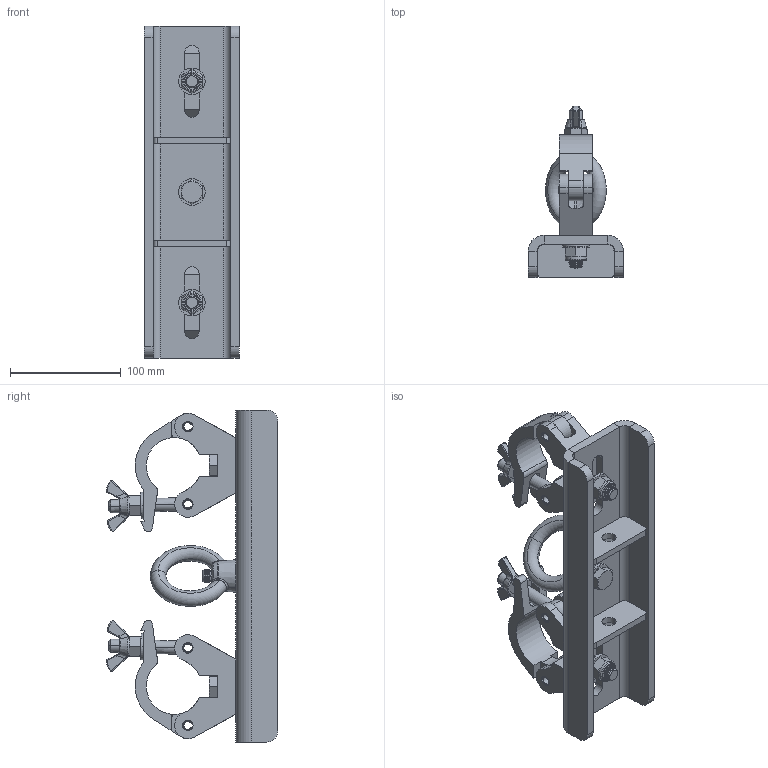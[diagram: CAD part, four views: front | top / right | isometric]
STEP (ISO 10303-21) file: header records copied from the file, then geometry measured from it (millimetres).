
FILE_DESCRIPTION (( 'STEP AP203' ), '1' );
FILE_NAME ('T55710.STEP', '2018-08-02T10:36:58', ( '' ), ( '' ), 'SwSTEP 2.0', 'SolidWorks 2016', '' );
FILE_SCHEMA (( 'CONFIG_CONTROL_DESIGN' ));
Length unit declared in the file: millimetre
Products named in the file (20): Hex Screw GradeC_Doughty Fastners_ISO 4018 - M12 x 45-WS; TH157_NO ENGRAVING; SW3dPS-nyloc nut, st stl a2 iso_M12 NYLOC; TH689; T57001_T57001 T PLATE; TH2255; T55710; TH2001_TH2001 - 30MM WIDE; T42305; T78000; F883_DIN 315-M12-GT-C-N; TH688; TH2000_TH2000 - 30MM WIDE; T55710_LABEL; Hex Bolt_ISO 4016 - M12 x 40 x 40-WS; TH156_TH650; TH566; A Washer_Bright washer BS 4320 - M12 (Form A); F791; Hex Nut Style 1 GradeAB_Doughty Fastners_Hexagon Nut ISO - 4032 - M12 - D - S
Assembly tree (27 placements, depth 4):
  T55710
    TH689
      TH688
      TH2255  x2
    T57001_T57001 T PLATE  x2
      TH156_TH650
        TH2000_TH2000 - 30MM WIDE
      TH157_NO ENGRAVING
        TH2001_TH2001 - 30MM WIDE
      T78000
        TH566
        A Washer_Bright washer BS 4320 - M12 (Form A)
        Hex Nut Style 1 GradeAB_Doughty Fastners_Hexagon Nut ISO - 4032 - M12 - D - S
        F883_DIN 315-M12-GT-C-N
      F791
    Hex Screw GradeC_Doughty Fastners_ISO 4018 - M12 x 45-WS  x2
    A Washer_Bright washer BS 4320 - M12 (Form A)  x3
    SW3dPS-nyloc nut, st stl a2 iso_M12 NYLOC  x2
    T42305
    Hex Bolt_ISO 4016 - M12 x 40 x 40-WS
    T55710_LABEL
Bounding box: 86.2 x 154.87 x 300 mm (x, y, z)
Volume: 638980.3 mm3; surface area: 207280.7 mm2
Topology: 29 solids, 29 shells, 1866 faces, 4700 edges, 2947 vertices
Faces by surface type: plane 629, cone 468, cylinder 417, bspline 296, torus 34, sphere 22
Entity records: 56749 total; most frequent: CARTESIAN_POINT 22865, ORIENTED_EDGE 6894, DIRECTION 6028, EDGE_CURVE 3447, VERTEX_POINT 2195, AXIS2_PLACEMENT_3D 2068, VECTOR 1892, LINE 1892
